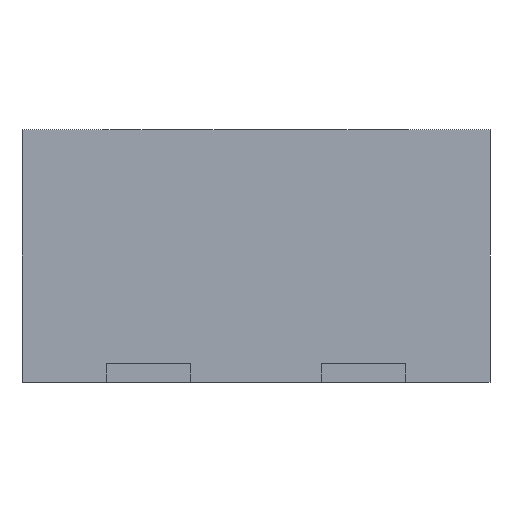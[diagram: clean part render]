
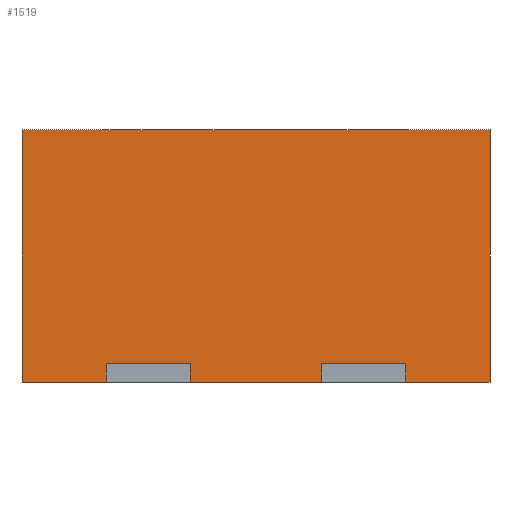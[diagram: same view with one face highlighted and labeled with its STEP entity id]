
A CAD part, front view. The second image highlights one B-rep face of the part: STEP entity #1519.
In plain terms, the highlighted planar face has unit normal (0, -1, 0).
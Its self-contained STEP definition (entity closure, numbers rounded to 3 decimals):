
#23 = LINE ( 'NONE', #865, #867 ) ;
#46 = CARTESIAN_POINT ( 'NONE',  ( -1.6, -2.5, 0.2 ) ) ;
#54 = CARTESIAN_POINT ( 'NONE',  ( -2.5, -2.5, 2.7 ) ) ;
#56 = EDGE_CURVE ( 'NONE', #468, #988, #1448, .T. ) ;
#87 = CARTESIAN_POINT ( 'NONE',  ( -1.6, -2.5, 0. ) ) ;
#93 = LINE ( 'NONE', #364, #774 ) ;
#94 = LINE ( 'NONE', #447, #345 ) ;
#96 = DIRECTION ( 'NONE',  ( 0., 0., -1. ) ) ;
#97 = EDGE_CURVE ( 'NONE', #393, #491, #23, .T. ) ;
#107 = CARTESIAN_POINT ( 'NONE',  ( 1.6, -2.5, 0.2 ) ) ;
#126 = CARTESIAN_POINT ( 'NONE',  ( 1.6, -2.5, 0. ) ) ;
#166 = AXIS2_PLACEMENT_3D ( 'NONE', #426, #1143, #813 ) ;
#180 = DIRECTION ( 'NONE',  ( 1., 0., 0. ) ) ;
#183 = DIRECTION ( 'NONE',  ( 1., 0., 0. ) ) ;
#186 = VECTOR ( 'NONE', #180, 1000. ) ;
#259 = VERTEX_POINT ( 'NONE', #1362 ) ;
#261 = CARTESIAN_POINT ( 'NONE',  ( 2.5, -2.5, 2.7 ) ) ;
#262 = CARTESIAN_POINT ( 'NONE',  ( -1.6, -2.5, 0.2 ) ) ;
#272 = ORIENTED_EDGE ( 'NONE', *, *, #995, .T. ) ;
#289 = DIRECTION ( 'NONE',  ( 1., 0., 0. ) ) ;
#294 = PLANE ( 'NONE',  #166 ) ;
#302 = LINE ( 'NONE', #671, #1537 ) ;
#303 = CARTESIAN_POINT ( 'NONE',  ( -1.6, -2.5, 0.2 ) ) ;
#330 = VERTEX_POINT ( 'NONE', #126 ) ;
#345 = VECTOR ( 'NONE', #1568, 1000. ) ;
#355 = ORIENTED_EDGE ( 'NONE', *, *, #1416, .T. ) ;
#361 = CARTESIAN_POINT ( 'NONE',  ( 2.5, -2.5, 0. ) ) ;
#364 = CARTESIAN_POINT ( 'NONE',  ( 1.6, -2.5, 0.2 ) ) ;
#368 = CARTESIAN_POINT ( 'NONE',  ( 2.5, -2.5, 2.7 ) ) ;
#393 = VERTEX_POINT ( 'NONE', #261 ) ;
#426 = CARTESIAN_POINT ( 'NONE',  ( 2.5, -2.5, 2.7 ) ) ;
#436 = DIRECTION ( 'NONE',  ( -1., 0., 0. ) ) ;
#447 = CARTESIAN_POINT ( 'NONE',  ( -0.7, -2.5, 0.2 ) ) ;
#468 = VERTEX_POINT ( 'NONE', #480 ) ;
#480 = CARTESIAN_POINT ( 'NONE',  ( 0.7, -2.5, 0.2 ) ) ;
#491 = VERTEX_POINT ( 'NONE', #361 ) ;
#502 = LINE ( 'NONE', #303, #1539 ) ;
#509 = ORIENTED_EDGE ( 'NONE', *, *, #1551, .F. ) ;
#515 = LINE ( 'NONE', #1152, #186 ) ;
#524 = ORIENTED_EDGE ( 'NONE', *, *, #1326, .T. ) ;
#566 = VERTEX_POINT ( 'NONE', #107 ) ;
#585 = EDGE_LOOP ( 'NONE', ( #701, #1043, #355, #1496, #1009, #1128, #524, #1525, #767, #509, #272, #1253 ) ) ;
#647 = VERTEX_POINT ( 'NONE', #262 ) ;
#671 = CARTESIAN_POINT ( 'NONE',  ( 2.5, -2.5, 0. ) ) ;
#701 = ORIENTED_EDGE ( 'NONE', *, *, #56, .F. ) ;
#719 = EDGE_CURVE ( 'NONE', #647, #1042, #1591, .T. ) ;
#746 = CARTESIAN_POINT ( 'NONE',  ( -2.5, -2.5, 2.7 ) ) ;
#754 = VECTOR ( 'NONE', #1481, 1000. ) ;
#767 = ORIENTED_EDGE ( 'NONE', *, *, #719, .F. ) ;
#774 = VECTOR ( 'NONE', #1222, 1000. ) ;
#784 = LINE ( 'NONE', #368, #754 ) ;
#790 = DIRECTION ( 'NONE',  ( 0., 0., -1. ) ) ;
#793 = VERTEX_POINT ( 'NONE', #1392 ) ;
#806 = CARTESIAN_POINT ( 'NONE',  ( 2.5, -2.5, 0. ) ) ;
#807 = VECTOR ( 'NONE', #183, 1000. ) ;
#813 = DIRECTION ( 'NONE',  ( -1., 0., 0. ) ) ;
#822 = EDGE_CURVE ( 'NONE', #330, #491, #515, .T. ) ;
#824 = CARTESIAN_POINT ( 'NONE',  ( 0.7, -2.5, 0.2 ) ) ;
#853 = FACE_OUTER_BOUND ( 'NONE', #585, .T. ) ;
#854 = VECTOR ( 'NONE', #1039, 1000. ) ;
#865 = CARTESIAN_POINT ( 'NONE',  ( 2.5, -2.5, 2.7 ) ) ;
#867 = VECTOR ( 'NONE', #1344, 1000. ) ;
#883 = EDGE_CURVE ( 'NONE', #259, #1042, #302, .T. ) ;
#900 = LINE ( 'NONE', #806, #807 ) ;
#930 = VERTEX_POINT ( 'NONE', #54 ) ;
#935 = LINE ( 'NONE', #1168, #854 ) ;
#939 = EDGE_CURVE ( 'NONE', #793, #988, #900, .T. ) ;
#976 = VECTOR ( 'NONE', #1342, 1000. ) ;
#988 = VERTEX_POINT ( 'NONE', #1297 ) ;
#995 = EDGE_CURVE ( 'NONE', #1388, #793, #94, .T. ) ;
#1009 = ORIENTED_EDGE ( 'NONE', *, *, #97, .F. ) ;
#1039 = DIRECTION ( 'NONE',  ( 0., 0., -1. ) ) ;
#1042 = VERTEX_POINT ( 'NONE', #87 ) ;
#1043 = ORIENTED_EDGE ( 'NONE', *, *, #1226, .F. ) ;
#1128 = ORIENTED_EDGE ( 'NONE', *, *, #1211, .F. ) ;
#1143 = DIRECTION ( 'NONE',  ( 0., 1., 0. ) ) ;
#1152 = CARTESIAN_POINT ( 'NONE',  ( 2.5, -2.5, 0. ) ) ;
#1168 = CARTESIAN_POINT ( 'NONE',  ( 1.6, -2.5, 0.2 ) ) ;
#1211 = EDGE_CURVE ( 'NONE', #930, #393, #784, .T. ) ;
#1222 = DIRECTION ( 'NONE',  ( -1., 0., 0. ) ) ;
#1226 = EDGE_CURVE ( 'NONE', #566, #468, #93, .T. ) ;
#1253 = ORIENTED_EDGE ( 'NONE', *, *, #939, .T. ) ;
#1294 = LINE ( 'NONE', #746, #976 ) ;
#1297 = CARTESIAN_POINT ( 'NONE',  ( 0.7, -2.5, 0. ) ) ;
#1326 = EDGE_CURVE ( 'NONE', #930, #259, #1294, .T. ) ;
#1342 = DIRECTION ( 'NONE',  ( 0., 0., -1. ) ) ;
#1344 = DIRECTION ( 'NONE',  ( 0., 0., -1. ) ) ;
#1362 = CARTESIAN_POINT ( 'NONE',  ( -2.5, -2.5, 0. ) ) ;
#1374 = CARTESIAN_POINT ( 'NONE',  ( -0.7, -2.5, 0.2 ) ) ;
#1385 = VECTOR ( 'NONE', #96, 1000. ) ;
#1388 = VERTEX_POINT ( 'NONE', #1374 ) ;
#1392 = CARTESIAN_POINT ( 'NONE',  ( -0.7, -2.5, 0. ) ) ;
#1416 = EDGE_CURVE ( 'NONE', #566, #330, #935, .T. ) ;
#1448 = LINE ( 'NONE', #824, #1385 ) ;
#1462 = VECTOR ( 'NONE', #790, 1000. ) ;
#1481 = DIRECTION ( 'NONE',  ( 1., 0., 0. ) ) ;
#1496 = ORIENTED_EDGE ( 'NONE', *, *, #822, .T. ) ;
#1519 = ADVANCED_FACE ( 'NONE', ( #853 ), #294, .F. ) ;
#1525 = ORIENTED_EDGE ( 'NONE', *, *, #883, .T. ) ;
#1537 = VECTOR ( 'NONE', #289, 1000. ) ;
#1539 = VECTOR ( 'NONE', #436, 1000. ) ;
#1551 = EDGE_CURVE ( 'NONE', #1388, #647, #502, .T. ) ;
#1568 = DIRECTION ( 'NONE',  ( 0., 0., -1. ) ) ;
#1591 = LINE ( 'NONE', #46, #1462 ) ;
